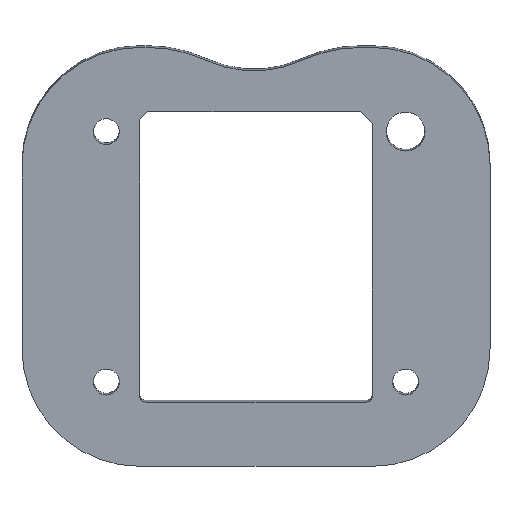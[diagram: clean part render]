
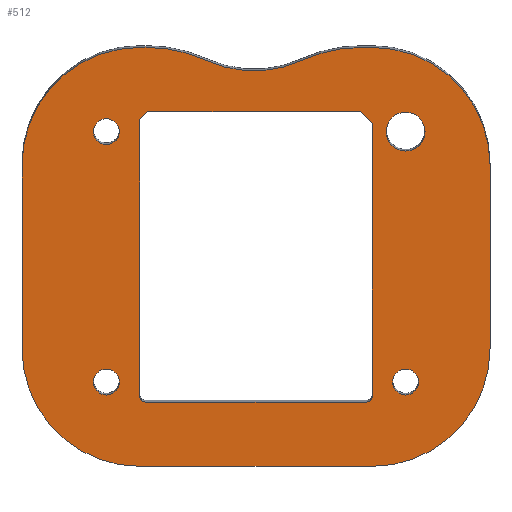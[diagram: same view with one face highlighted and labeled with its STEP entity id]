
A CAD part, top view. The second image highlights one B-rep face of the part: STEP entity #512.
In plain terms, the highlighted planar face has unit normal (0, -0.052, 0.999).
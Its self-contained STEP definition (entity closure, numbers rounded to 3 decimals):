
#20=FACE_BOUND('',#122,.T.);
#21=FACE_BOUND('',#123,.T.);
#22=FACE_BOUND('',#124,.T.);
#23=FACE_BOUND('',#125,.T.);
#24=FACE_BOUND('',#126,.T.);
#35=PLANE('',#568);
#39=CIRCLE('',#535,9.7);
#50=CIRCLE('',#548,1.1);
#51=CIRCLE('',#551,10.);
#52=CIRCLE('',#554,10.);
#53=CIRCLE('',#558,0.5);
#54=CIRCLE('',#560,1.65);
#55=CIRCLE('',#567,0.5);
#56=CIRCLE('',#569,10.);
#57=CIRCLE('',#570,10.);
#58=CIRCLE('',#571,1.1);
#59=CIRCLE('',#572,1.1);
#90=FACE_OUTER_BOUND('',#121,.T.);
#121=EDGE_LOOP('',(#443,#444,#445,#446,#447,#448,#449,#450,#451,#452,#453,
#454));
#122=EDGE_LOOP('',(#455));
#123=EDGE_LOOP('',(#456));
#124=EDGE_LOOP('',(#457,#458,#459,#460,#461,#462,#463,#464));
#125=EDGE_LOOP('',(#465));
#126=EDGE_LOOP('',(#466));
#147=LINE('',#836,#191);
#153=LINE('',#848,#197);
#155=LINE('',#856,#199);
#159=LINE('',#862,#203);
#161=LINE('',#870,#205);
#162=LINE('',#873,#206);
#164=LINE('',#878,#208);
#168=LINE('',#884,#212);
#169=LINE('',#886,#213);
#170=LINE('',#891,#214);
#171=LINE('',#895,#215);
#191=VECTOR('',#629,10.);
#197=VECTOR('',#641,10.);
#199=VECTOR('',#649,10.);
#203=VECTOR('',#655,10.);
#205=VECTOR('',#667,10.);
#206=VECTOR('',#670,10.);
#208=VECTOR('',#674,10.);
#212=VECTOR('',#680,10.);
#213=VECTOR('',#683,10.);
#214=VECTOR('',#690,10.);
#215=VECTOR('',#693,10.);
#221=B_SPLINE_CURVE_WITH_KNOTS('',3,(#736,#737,#738,#739),.UNSPECIFIED.,
 .F.,.F.,(4,4),(0.,0.519),.UNSPECIFIED.);
#226=B_SPLINE_CURVE_WITH_KNOTS('',3,(#825,#826,#827,#828),.UNSPECIFIED.,
 .F.,.F.,(4,4),(0.,0.519),.UNSPECIFIED.);
#227=VERTEX_POINT('',#734);
#228=VERTEX_POINT('',#735);
#232=VERTEX_POINT('',#754);
#254=VERTEX_POINT('',#823);
#255=VERTEX_POINT('',#830);
#256=VERTEX_POINT('',#834);
#257=VERTEX_POINT('',#835);
#258=VERTEX_POINT('',#840);
#259=VERTEX_POINT('',#842);
#260=VERTEX_POINT('',#846);
#261=VERTEX_POINT('',#850);
#262=VERTEX_POINT('',#854);
#263=VERTEX_POINT('',#855);
#264=VERTEX_POINT('',#860);
#265=VERTEX_POINT('',#866);
#266=VERTEX_POINT('',#872);
#267=VERTEX_POINT('',#876);
#268=VERTEX_POINT('',#877);
#269=VERTEX_POINT('',#882);
#270=VERTEX_POINT('',#890);
#271=VERTEX_POINT('',#892);
#272=VERTEX_POINT('',#894);
#273=VERTEX_POINT('',#897);
#274=VERTEX_POINT('',#899);
#275=EDGE_CURVE('',#227,#228,#221,.T.);
#281=EDGE_CURVE('',#227,#232,#39,.T.);
#305=EDGE_CURVE('',#254,#232,#226,.T.);
#307=EDGE_CURVE('',#255,#255,#50,.T.);
#308=EDGE_CURVE('',#256,#257,#147,.T.);
#312=EDGE_CURVE('',#258,#259,#51,.T.);
#315=EDGE_CURVE('',#259,#260,#153,.F.);
#316=EDGE_CURVE('',#260,#261,#52,.T.);
#318=EDGE_CURVE('',#262,#263,#155,.T.);
#322=EDGE_CURVE('',#264,#256,#159,.T.);
#323=EDGE_CURVE('',#263,#264,#53,.T.);
#324=EDGE_CURVE('',#265,#265,#54,.T.);
#326=EDGE_CURVE('',#228,#258,#161,.F.);
#327=EDGE_CURVE('',#261,#266,#162,.F.);
#329=EDGE_CURVE('',#267,#268,#164,.T.);
#333=EDGE_CURVE('',#268,#269,#168,.T.);
#334=EDGE_CURVE('',#257,#267,#169,.T.);
#335=EDGE_CURVE('',#269,#262,#55,.T.);
#336=EDGE_CURVE('',#270,#254,#170,.F.);
#337=EDGE_CURVE('',#271,#270,#56,.T.);
#338=EDGE_CURVE('',#271,#272,#171,.T.);
#339=EDGE_CURVE('',#266,#272,#57,.T.);
#340=EDGE_CURVE('',#273,#273,#58,.T.);
#341=EDGE_CURVE('',#274,#274,#59,.T.);
#443=ORIENTED_EDGE('',*,*,#275,.F.);
#444=ORIENTED_EDGE('',*,*,#281,.T.);
#445=ORIENTED_EDGE('',*,*,#305,.F.);
#446=ORIENTED_EDGE('',*,*,#336,.F.);
#447=ORIENTED_EDGE('',*,*,#337,.F.);
#448=ORIENTED_EDGE('',*,*,#338,.T.);
#449=ORIENTED_EDGE('',*,*,#339,.F.);
#450=ORIENTED_EDGE('',*,*,#327,.F.);
#451=ORIENTED_EDGE('',*,*,#316,.F.);
#452=ORIENTED_EDGE('',*,*,#315,.F.);
#453=ORIENTED_EDGE('',*,*,#312,.F.);
#454=ORIENTED_EDGE('',*,*,#326,.F.);
#455=ORIENTED_EDGE('',*,*,#307,.F.);
#456=ORIENTED_EDGE('',*,*,#324,.T.);
#457=ORIENTED_EDGE('',*,*,#318,.F.);
#458=ORIENTED_EDGE('',*,*,#335,.F.);
#459=ORIENTED_EDGE('',*,*,#333,.F.);
#460=ORIENTED_EDGE('',*,*,#329,.F.);
#461=ORIENTED_EDGE('',*,*,#334,.F.);
#462=ORIENTED_EDGE('',*,*,#308,.F.);
#463=ORIENTED_EDGE('',*,*,#322,.F.);
#464=ORIENTED_EDGE('',*,*,#323,.F.);
#465=ORIENTED_EDGE('',*,*,#340,.T.);
#466=ORIENTED_EDGE('',*,*,#341,.T.);
#512=ADVANCED_FACE('',(#90,#20,#21,#22,#23,#24),#35,.F.);
#535=AXIS2_PLACEMENT_3D('',#759,#586,#587);
#548=AXIS2_PLACEMENT_3D('',#832,#625,#626);
#551=AXIS2_PLACEMENT_3D('',#843,#635,#636);
#554=AXIS2_PLACEMENT_3D('',#851,#644,#645);
#558=AXIS2_PLACEMENT_3D('',#864,#658,#659);
#560=AXIS2_PLACEMENT_3D('',#867,#662,#663);
#567=AXIS2_PLACEMENT_3D('',#888,#686,#687);
#568=AXIS2_PLACEMENT_3D('',#889,#688,#689);
#569=AXIS2_PLACEMENT_3D('',#893,#691,#692);
#570=AXIS2_PLACEMENT_3D('',#896,#694,#695);
#571=AXIS2_PLACEMENT_3D('',#898,#696,#697);
#572=AXIS2_PLACEMENT_3D('',#900,#698,#699);
#586=DIRECTION('center_axis',(0.,0.052,
-0.999));
#587=DIRECTION('ref_axis',(-0.742,0.669,0.035));
#625=DIRECTION('center_axis',(0.,-0.052,
0.999));
#626=DIRECTION('ref_axis',(-1.,0.,0.));
#629=DIRECTION('',(-0.707,0.706,0.037));
#635=DIRECTION('center_axis',(0.,0.052,
-0.999));
#636=DIRECTION('ref_axis',(0.707,0.706,0.037));
#641=DIRECTION('',(0.,0.999,0.052));
#644=DIRECTION('center_axis',(0.,0.052,
-0.999));
#645=DIRECTION('ref_axis',(0.707,-0.706,-0.037));
#649=DIRECTION('',(1.,0.,0.));
#655=DIRECTION('',(0.,0.999,0.052));
#658=DIRECTION('center_axis',(0.,-0.052,
0.999));
#659=DIRECTION('ref_axis',(0.707,-0.706,-0.037));
#662=DIRECTION('center_axis',(0.,0.052,
-0.999));
#663=DIRECTION('ref_axis',(1.,0.,0.));
#667=DIRECTION('',(-1.,0.,0.));
#670=DIRECTION('',(1.,0.,0.));
#674=DIRECTION('',(-0.707,-0.706,-0.037));
#680=DIRECTION('',(0.,-0.999,-0.052));
#683=DIRECTION('',(-1.,0.,0.));
#686=DIRECTION('center_axis',(0.,-0.052,
0.999));
#687=DIRECTION('ref_axis',(-0.707,-0.706,-0.037));
#688=DIRECTION('center_axis',(0.,0.052,
-0.999));
#689=DIRECTION('ref_axis',(-1.,0.,0.));
#690=DIRECTION('',(-1.,0.,0.));
#691=DIRECTION('center_axis',(0.,0.052,
-0.999));
#692=DIRECTION('ref_axis',(-0.707,0.706,0.037));
#693=DIRECTION('',(0.,-0.999,-0.052));
#694=DIRECTION('center_axis',(0.,0.052,
-0.999));
#695=DIRECTION('ref_axis',(-0.707,-0.706,-0.037));
#696=DIRECTION('center_axis',(0.,0.052,
-0.999));
#697=DIRECTION('ref_axis',(1.,0.,0.));
#698=DIRECTION('center_axis',(0.,0.052,
-0.999));
#699=DIRECTION('ref_axis',(1.,0.,0.));
#734=CARTESIAN_POINT('',(146.956,56.156,8.638));
#735=CARTESIAN_POINT('',(151.986,57.259,8.696));
#736=CARTESIAN_POINT('Ctrl Pts',(146.956,56.156,8.638));
#737=CARTESIAN_POINT('Ctrl Pts',(148.527,56.88,8.676));
#738=CARTESIAN_POINT('Ctrl Pts',(150.256,57.259,8.696));
#739=CARTESIAN_POINT('Ctrl Pts',(151.986,57.259,8.696));
#754=CARTESIAN_POINT('',(138.825,56.156,8.638));
#759=CARTESIAN_POINT('Origin',(142.891,64.951,9.099));
#823=CARTESIAN_POINT('',(133.795,57.259,8.696));
#825=CARTESIAN_POINT('Ctrl Pts',(133.795,57.259,8.696));
#826=CARTESIAN_POINT('Ctrl Pts',(135.525,57.259,8.696));
#827=CARTESIAN_POINT('Ctrl Pts',(137.254,56.88,8.676));
#828=CARTESIAN_POINT('Ctrl Pts',(138.825,56.156,8.638));
#830=CARTESIAN_POINT('',(156.869,28.82,7.205));
#832=CARTESIAN_POINT('Origin',(155.769,28.82,7.205));
#834=CARTESIAN_POINT('',(152.941,50.771,8.356));
#835=CARTESIAN_POINT('',(151.918,51.792,8.409));
#836=CARTESIAN_POINT('',(127.623,76.054,9.681));
#840=CARTESIAN_POINT('',(152.941,57.259,8.696));
#842=CARTESIAN_POINT('',(162.941,47.273,8.172));
#843=CARTESIAN_POINT('Origin',(152.941,47.273,8.172));
#846=CARTESIAN_POINT('',(162.941,31.644,7.353));
#848=CARTESIAN_POINT('',(162.941,28.474,7.187));
#850=CARTESIAN_POINT('',(152.941,21.658,6.83));
#851=CARTESIAN_POINT('Origin',(152.941,31.644,7.353));
#854=CARTESIAN_POINT('',(133.666,27.126,7.117));
#855=CARTESIAN_POINT('',(152.441,27.126,7.117));
#856=CARTESIAN_POINT('',(66.591,27.126,7.117));
#860=CARTESIAN_POINT('',(152.941,27.625,7.143));
#862=CARTESIAN_POINT('',(152.941,13.157,6.385));
#864=CARTESIAN_POINT('Origin',(152.441,27.625,7.143));
#866=CARTESIAN_POINT('',(154.119,50.098,8.32));
#867=CARTESIAN_POINT('Origin',(155.769,50.098,8.32));
#870=CARTESIAN_POINT('',(74.703,57.259,8.696));
#872=CARTESIAN_POINT('',(133.166,21.658,6.83));
#873=CARTESIAN_POINT('',(81.728,21.658,6.83));
#876=CARTESIAN_POINT('',(133.863,51.792,8.409));
#877=CARTESIAN_POINT('',(133.166,51.096,8.373));
#878=CARTESIAN_POINT('',(87.232,5.225,5.969));
#882=CARTESIAN_POINT('',(133.166,27.625,7.143));
#884=CARTESIAN_POINT('',(133.166,25.142,7.013));
#886=CARTESIAN_POINT('',(149.391,51.792,8.409));
#888=CARTESIAN_POINT('Origin',(133.666,27.625,7.143));
#889=CARTESIAN_POINT('Origin',(0.016,-0.811,5.652));
#890=CARTESIAN_POINT('',(133.166,57.259,8.696));
#891=CARTESIAN_POINT('',(74.703,57.259,8.696));
#892=CARTESIAN_POINT('',(123.166,47.273,8.172));
#893=CARTESIAN_POINT('Origin',(133.166,47.273,8.172));
#894=CARTESIAN_POINT('',(123.166,31.644,7.353));
#895=CARTESIAN_POINT('',(123.166,10.424,6.241));
#896=CARTESIAN_POINT('Origin',(133.166,31.644,7.353));
#897=CARTESIAN_POINT('',(129.238,28.82,7.205));
#898=CARTESIAN_POINT('Origin',(130.338,28.82,7.205));
#899=CARTESIAN_POINT('',(129.238,50.098,8.32));
#900=CARTESIAN_POINT('Origin',(130.338,50.098,8.32));
